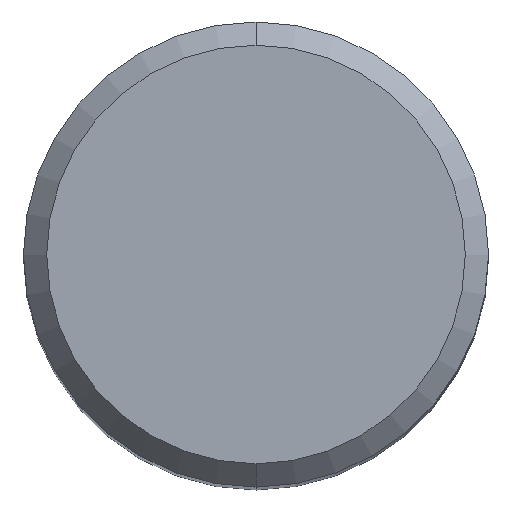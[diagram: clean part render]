
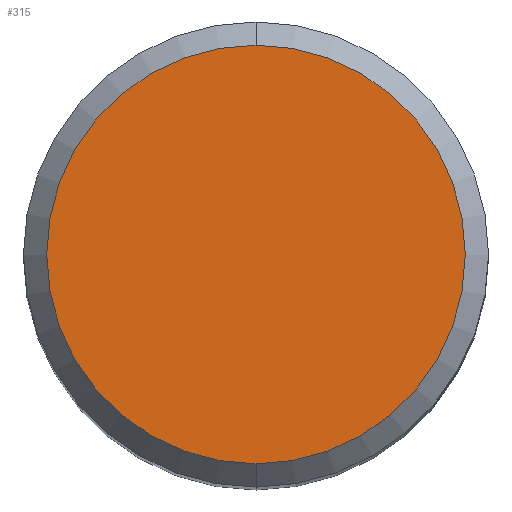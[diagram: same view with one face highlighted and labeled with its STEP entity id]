
A CAD part, top view. The second image highlights one B-rep face of the part: STEP entity #315.
In plain terms, the highlighted planar face has unit normal (0, 0, 1).
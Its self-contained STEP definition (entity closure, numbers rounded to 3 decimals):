
#277=EDGE_CURVE('',#423,#327,#580,.T.);
#315=ADVANCED_FACE('',(#621),#622,.T.);
#327=VERTEX_POINT('',#636);
#405=EDGE_CURVE('',#327,#423,#722,.T.);
#423=VERTEX_POINT('',#741);
#580=CIRCLE('',#1063,5.4);
#621=FACE_OUTER_BOUND('',#1172,.T.);
#622=PLANE('',#1173);
#636=CARTESIAN_POINT('',(0.,-5.4,0.));
#722=CIRCLE('',#1352,5.4);
#741=CARTESIAN_POINT('',(0.0,5.4,0.));
#1063=AXIS2_PLACEMENT_3D('',#1582,#1583,#1584);
#1172=EDGE_LOOP('',(#1632,#1633));
#1173=AXIS2_PLACEMENT_3D('',#1634,#1635,#1636);
#1352=AXIS2_PLACEMENT_3D('',#1750,#1751,#1752);
#1582=CARTESIAN_POINT('',(0.0,0.0,0.));
#1583=DIRECTION('',(0.0,0.0,-1.0));
#1584=DIRECTION('',(0.0,1.0,0.0));
#1632=ORIENTED_EDGE('',*,*,#277,.F.);
#1633=ORIENTED_EDGE('',*,*,#405,.F.);
#1634=CARTESIAN_POINT('',(0.0,2.7,0.));
#1635=DIRECTION('',(-0.0,0.0,1.0));
#1636=DIRECTION('',(0.0,-1.0,0.0));
#1750=CARTESIAN_POINT('',(0.0,0.0,0.));
#1751=DIRECTION('',(0.0,0.0,-1.0));
#1752=DIRECTION('',(0.0,1.0,0.0));
